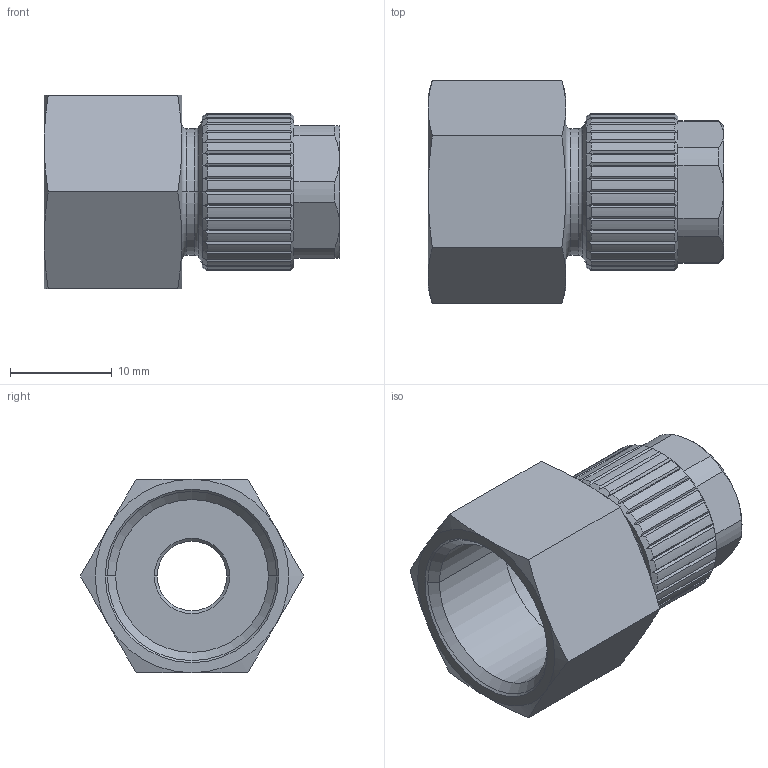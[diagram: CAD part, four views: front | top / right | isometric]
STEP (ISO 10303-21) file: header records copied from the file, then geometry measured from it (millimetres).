
FILE_DESCRIPTION((''),'2;1');
FILE_NAME('300831B_146M-10-8-3-8','2008-03-31T',('konstruktion'),(''),'PRO/ENGINEER BY PARAMETRIC TECHNOLOGY CORPORATION, 2007370','PRO/ENGINEER BY PARAMETRIC TECHNOLOGY CORPORATION, 2007370','');
FILE_SCHEMA(('CONFIG_CONTROL_DESIGN'));
Length unit declared in the file: millimetre
Products named in the file (1): 300831B_146M-10-8-3-8
Bounding box: 29 x 21.94 x 19 mm (x, y, z)
Volume: 3770.9 mm3; surface area: 4092.5 mm2
Topology: 1 solids, 2 shells, 185 faces, 492 edges, 316 vertices
Faces by surface type: plane 93, cylinder 54, cone 28, torus 10
Entity records: 6044 total; most frequent: CARTESIAN_POINT 1614, ORIENTED_EDGE 980, DIRECTION 842, EDGE_CURVE 492, AXIS2_PLACEMENT_3D 344, VERTEX_POINT 316, EDGE_LOOP 194, FACE_OUTER_BOUND 185
